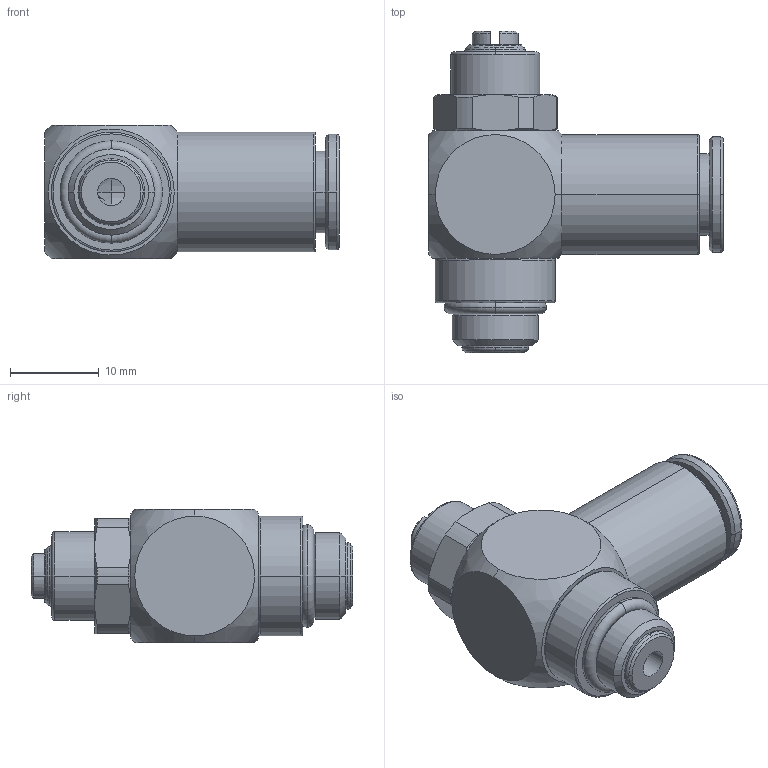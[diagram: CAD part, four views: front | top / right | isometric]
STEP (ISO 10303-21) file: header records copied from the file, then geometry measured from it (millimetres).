
FILE_DESCRIPTION(('STEP AP214'),'1');
FILE_NAME('7130_08_10.stp','2016-07-07T14:53:12',('TraceParts'),('TraceParts S.A.'),'Spatial InterOp 3D',' ',' ');
FILE_SCHEMA(('automotive_design'));
Length unit declared in the file: millimetre
Products named in the file (1): 1
Bounding box: 33.2 x 36.25 x 15 mm (x, y, z)
Volume: 6247.2 mm3; surface area: 3567.8 mm2
Topology: 1 solids, 1 shells, 109 faces, 272 edges, 174 vertices
Faces by surface type: cone 32, cylinder 28, plane 25, torus 22, sphere 2
Entity records: 3483 total; most frequent: CARTESIAN_POINT 792, DIRECTION 636, ORIENTED_EDGE 540, AXIS2_PLACEMENT_3D 288, EDGE_CURVE 270, CIRCLE 178, VERTEX_POINT 174, EDGE_LOOP 122
